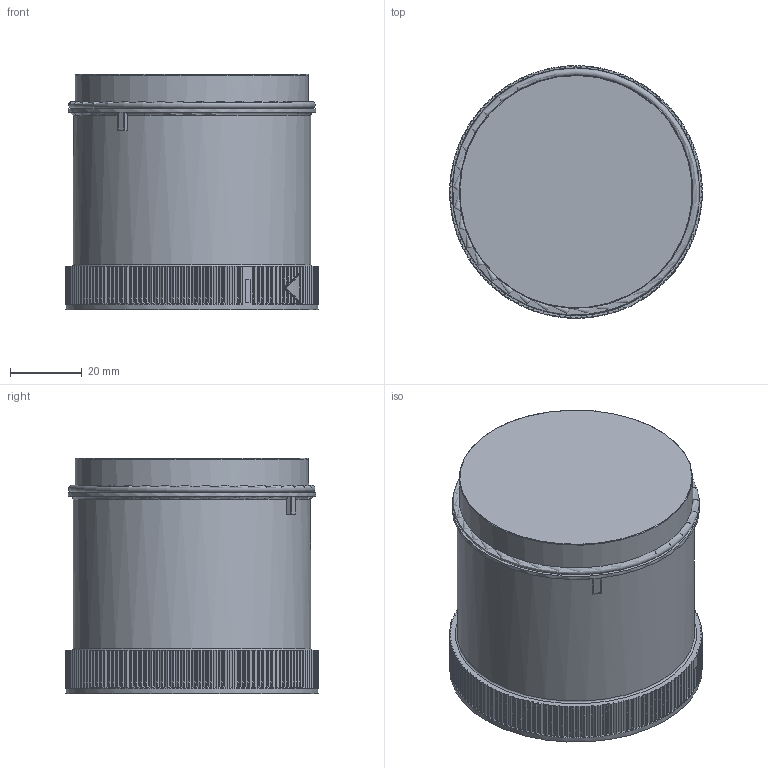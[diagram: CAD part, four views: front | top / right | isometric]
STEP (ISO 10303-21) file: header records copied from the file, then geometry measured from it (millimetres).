
FILE_DESCRIPTION(/* description */ ('Customer-3D KS71'),/* implementation_level */ '2;1');
FILE_NAME(/* name */ '100000012687_prt_000.step',/* time_stamp */ '2022-08-19T07:05:28+02:00',/* author */ ('JENNERT'),/* organization */ ('WERMA Signaltechnik GmbH+Co.KG'),/* preprocessor_version */ 'ST-DEVELOPER v17',/* originating_system */ 'Autodesk Inventor 2018',/* authorisation */ 'public');
FILE_SCHEMA (('AUTOMOTIVE_DESIGN { 1 0 10303 214 3 1 1 }'));
Length unit declared in the file: millimetre
Products named in the file (1): 100000012687_prt_000_1
Bounding box: 70.4 x 70.4 x 65.5 mm (x, y, z)
Volume: 198122.2 mm3; surface area: 24802.9 mm2
Topology: 1 solids, 1 shells, 789 faces, 2197 edges, 1415 vertices
Faces by surface type: plane 330, cylinder 303, cone 147, torus 5, bspline 4
Full cylindrical faces by diameter (mm): 64.677 x1, 66.2 x1, 68.6 x1, 69 x1, 70.4 x1
Entity records: 27397 total; most frequent: CARTESIAN_POINT 8447, ORIENTED_EDGE 4394, DIRECTION 3559, EDGE_CURVE 2197, VERTEX_POINT 1415, AXIS2_PLACEMENT_3D 1310, LINE 939, VECTOR 939
